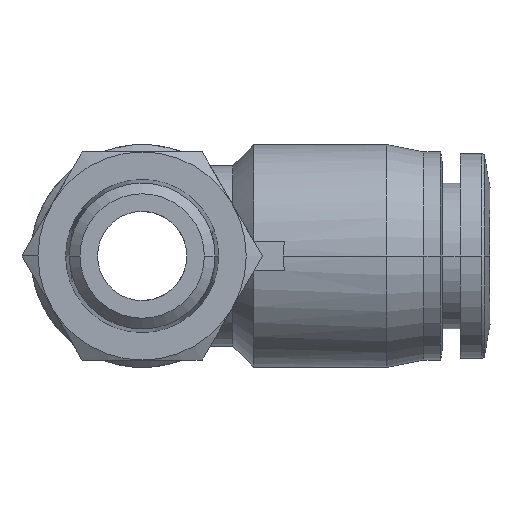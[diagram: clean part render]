
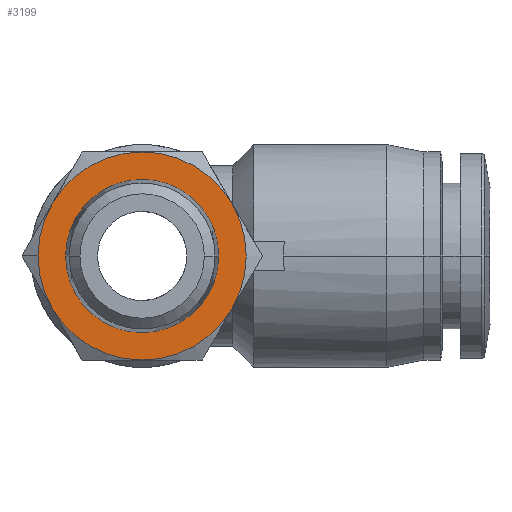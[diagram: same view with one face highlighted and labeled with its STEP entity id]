
A CAD part, front view. The second image highlights one B-rep face of the part: STEP entity #3199.
In plain terms, the highlighted planar face has unit normal (0, -1, 0).
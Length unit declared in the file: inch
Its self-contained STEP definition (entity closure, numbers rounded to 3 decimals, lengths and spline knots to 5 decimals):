
#95 = CARTESIAN_POINT ( 'NONE',  ( 0.20276, -0.23622, 0. ) ) ;
#140 = DIRECTION ( 'NONE',  ( -1., 0., 0. ) ) ;
#157 = CIRCLE ( 'NONE', #218, 0.20276 ) ;
#205 = EDGE_CURVE ( 'NONE', #3228, #2761, #450, .T. ) ;
#218 = AXIS2_PLACEMENT_3D ( 'NONE', #2241, #414, #2548 ) ;
#314 = VERTEX_POINT ( 'NONE', #1184 ) ;
#414 = DIRECTION ( 'NONE',  ( 0., -1., 0. ) ) ;
#450 = CIRCLE ( 'NONE', #677, 0.27559 ) ;
#478 = EDGE_CURVE ( 'NONE', #3799, #3800, #502, .T. ) ;
#502 = CIRCLE ( 'NONE', #759, 0.20276 ) ;
#531 = FACE_BOUND ( 'NONE', #2460, .T. ) ;
#535 = EDGE_CURVE ( 'NONE', #2761, #1122, #1929, .T. ) ;
#628 = DIRECTION ( 'NONE',  ( -1., 0., 0. ) ) ;
#677 = AXIS2_PLACEMENT_3D ( 'NONE', #1592, #1579, #1567 ) ;
#678 = DIRECTION ( 'NONE',  ( 0., -1., 0. ) ) ;
#731 = CARTESIAN_POINT ( 'NONE',  ( -0.20276, -0.23622, 0. ) ) ;
#759 = AXIS2_PLACEMENT_3D ( 'NONE', #1445, #1144, #841 ) ;
#777 = EDGE_CURVE ( 'NONE', #2899, #1230, #2552, .T. ) ;
#841 = DIRECTION ( 'NONE',  ( -1., 0., 0. ) ) ;
#868 = AXIS2_PLACEMENT_3D ( 'NONE', #2900, #1114, #3165 ) ;
#882 = DIRECTION ( 'NONE',  ( 0., -1., 0. ) ) ;
#897 = CARTESIAN_POINT ( 'NONE',  ( 0., -0.23622, 0. ) ) ;
#921 = ORIENTED_EDGE ( 'NONE', *, *, #3792, .F. ) ;
#933 = AXIS2_PLACEMENT_3D ( 'NONE', #3655, #1964, #140 ) ;
#953 = CARTESIAN_POINT ( 'NONE',  ( 0.23867, -0.23622, -0.1378 ) ) ;
#960 = AXIS2_PLACEMENT_3D ( 'NONE', #2958, #1193, #3227 ) ;
#1080 = CARTESIAN_POINT ( 'NONE',  ( 0., -0.23622, 0.27559 ) ) ;
#1114 = DIRECTION ( 'NONE',  ( 0., -1., 0. ) ) ;
#1122 = VERTEX_POINT ( 'NONE', #3810 ) ;
#1144 = DIRECTION ( 'NONE',  ( 0., -1., 0. ) ) ;
#1184 = CARTESIAN_POINT ( 'NONE',  ( -0.27559, -0.23622, 0. ) ) ;
#1193 = DIRECTION ( 'NONE',  ( 0., -1., 0. ) ) ;
#1229 = EDGE_LOOP ( 'NONE', ( #2133, #2349, #3450, #2816, #3595, #2034, #1886 ) ) ;
#1230 = VERTEX_POINT ( 'NONE', #953 ) ;
#1304 = EDGE_CURVE ( 'NONE', #1230, #3228, #1466, .T. ) ;
#1322 = CARTESIAN_POINT ( 'NONE',  ( 0.23867, -0.23622, 0.1378 ) ) ;
#1445 = CARTESIAN_POINT ( 'NONE',  ( 0., -0.23622, 0. ) ) ;
#1466 = CIRCLE ( 'NONE', #933, 0.27559 ) ;
#1567 = DIRECTION ( 'NONE',  ( -1., 0., 0. ) ) ;
#1579 = DIRECTION ( 'NONE',  ( 0., -1., 0. ) ) ;
#1592 = CARTESIAN_POINT ( 'NONE',  ( 0., -0.23622, 0. ) ) ;
#1623 = DIRECTION ( 'NONE',  ( 0., -1., 0. ) ) ;
#1677 = CARTESIAN_POINT ( 'NONE',  ( 0., -0.23622, 0. ) ) ;
#1886 = ORIENTED_EDGE ( 'NONE', *, *, #1304, .T. ) ;
#1902 = AXIS2_PLACEMENT_3D ( 'NONE', #1677, #3666, #1973 ) ;
#1929 = CIRCLE ( 'NONE', #2183, 0.27559 ) ;
#1952 = AXIS2_PLACEMENT_3D ( 'NONE', #3318, #1623, #3609 ) ;
#1964 = DIRECTION ( 'NONE',  ( 0., -1., 0. ) ) ;
#1973 = DIRECTION ( 'NONE',  ( -1., 0., 0. ) ) ;
#2034 = ORIENTED_EDGE ( 'NONE', *, *, #777, .T. ) ;
#2119 = CIRCLE ( 'NONE', #868, 0.27559 ) ;
#2133 = ORIENTED_EDGE ( 'NONE', *, *, #205, .T. ) ;
#2138 = AXIS2_PLACEMENT_3D ( 'NONE', #2495, #678, #2776 ) ;
#2162 = ORIENTED_EDGE ( 'NONE', *, *, #478, .F. ) ;
#2183 = AXIS2_PLACEMENT_3D ( 'NONE', #897, #882, #628 ) ;
#2241 = CARTESIAN_POINT ( 'NONE',  ( 0., -0.23622, 0. ) ) ;
#2268 = VERTEX_POINT ( 'NONE', #2529 ) ;
#2349 = ORIENTED_EDGE ( 'NONE', *, *, #535, .T. ) ;
#2460 = EDGE_LOOP ( 'NONE', ( #921, #2162 ) ) ;
#2495 = CARTESIAN_POINT ( 'NONE',  ( 0., -0.23622, 0. ) ) ;
#2519 = PLANE ( 'NONE',  #1952 ) ;
#2529 = CARTESIAN_POINT ( 'NONE',  ( -0.23867, -0.23622, -0.1378 ) ) ;
#2548 = DIRECTION ( 'NONE',  ( -1., 0., 0. ) ) ;
#2552 = CIRCLE ( 'NONE', #1902, 0.27559 ) ;
#2560 = EDGE_CURVE ( 'NONE', #1122, #314, #3176, .T. ) ;
#2627 = CARTESIAN_POINT ( 'NONE',  ( 0., -0.23622, -0.27559 ) ) ;
#2757 = CIRCLE ( 'NONE', #2138, 0.27559 ) ;
#2761 = VERTEX_POINT ( 'NONE', #1080 ) ;
#2776 = DIRECTION ( 'NONE',  ( -1., 0., 0. ) ) ;
#2816 = ORIENTED_EDGE ( 'NONE', *, *, #3709, .T. ) ;
#2899 = VERTEX_POINT ( 'NONE', #2627 ) ;
#2900 = CARTESIAN_POINT ( 'NONE',  ( 0., -0.23622, 0. ) ) ;
#2958 = CARTESIAN_POINT ( 'NONE',  ( 0., -0.23622, 0. ) ) ;
#3165 = DIRECTION ( 'NONE',  ( -1., 0., 0. ) ) ;
#3176 = CIRCLE ( 'NONE', #960, 0.27559 ) ;
#3199 = ADVANCED_FACE ( 'NONE', ( #531, #3551 ), #2519, .T. ) ;
#3227 = DIRECTION ( 'NONE',  ( -1., 0., 0. ) ) ;
#3228 = VERTEX_POINT ( 'NONE', #1322 ) ;
#3318 = CARTESIAN_POINT ( 'NONE',  ( -0.23917, -0.23622, 0. ) ) ;
#3391 = EDGE_CURVE ( 'NONE', #2268, #2899, #2119, .T. ) ;
#3450 = ORIENTED_EDGE ( 'NONE', *, *, #2560, .T. ) ;
#3551 = FACE_OUTER_BOUND ( 'NONE', #1229, .T. ) ;
#3595 = ORIENTED_EDGE ( 'NONE', *, *, #3391, .T. ) ;
#3609 = DIRECTION ( 'NONE',  ( 1., 0., 0. ) ) ;
#3655 = CARTESIAN_POINT ( 'NONE',  ( 0., -0.23622, 0. ) ) ;
#3666 = DIRECTION ( 'NONE',  ( 0., -1., 0. ) ) ;
#3709 = EDGE_CURVE ( 'NONE', #314, #2268, #2757, .T. ) ;
#3792 = EDGE_CURVE ( 'NONE', #3800, #3799, #157, .T. ) ;
#3799 = VERTEX_POINT ( 'NONE', #95 ) ;
#3800 = VERTEX_POINT ( 'NONE', #731 ) ;
#3810 = CARTESIAN_POINT ( 'NONE',  ( -0.23867, -0.23622, 0.1378 ) ) ;
